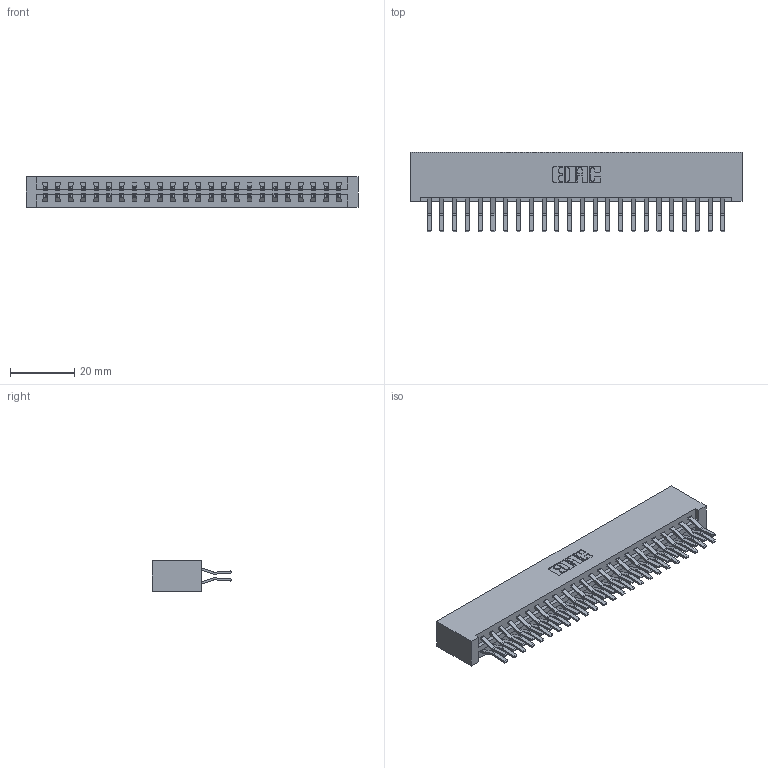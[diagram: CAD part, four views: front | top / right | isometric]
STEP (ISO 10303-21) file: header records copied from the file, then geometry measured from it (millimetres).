
FILE_DESCRIPTION (( 'STEP AP203' ), '1' );
FILE_NAME ('337-048-560-201.STEP', '2019-10-09T15:19:10', ( '' ), ( '' ), 'SwSTEP 2.0', 'SolidWorks 2016', '' );
FILE_SCHEMA (( 'CONFIG_CONTROL_DESIGN' ));
Length unit declared in the file: inch
Products named in the file (3): 337 Part_No Mounting Lugs; 337-048-560-201; 345-292-001_560 Tail
Assembly tree (49 placements, depth 2):
  337-048-560-201
    337 Part_No Mounting Lugs
    345-292-001_560 Tail  x48
Bounding box: 102.97 x 24.78 x 9.4 mm (x, y, z)
Volume: 11687.7 mm3; surface area: 14004.8 mm2
Topology: 49 solids, 49 shells, 2794 faces, 8303 edges, 5470 vertices
Faces by surface type: plane 1890, cylinder 904
Entity records: 20747 total; most frequent: CARTESIAN_POINT 3510, ORIENTED_EDGE 3446, DIRECTION 3015, EDGE_CURVE 1723, VECTOR 1599, LINE 1599, VERTEX_POINT 1146, AXIS2_PLACEMENT_3D 708
